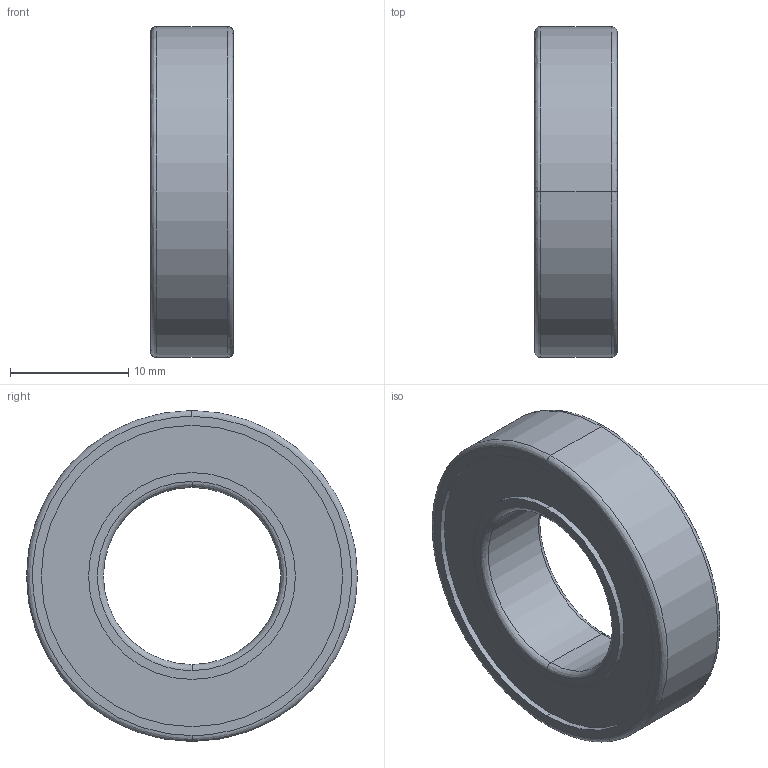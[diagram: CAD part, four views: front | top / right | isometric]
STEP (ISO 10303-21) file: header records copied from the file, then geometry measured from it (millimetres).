
FILE_DESCRIPTION (( 'STEP AP214' ), '1' );
FILE_NAME ('WCP-0840 Rev1.step', '2022-11-28T21:16:41', ( '' ), ( '' ), 'SwSTEP 2.0', 'SolidWorks 2020', '' );
FILE_SCHEMA (( 'AUTOMOTIVE_DESIGN' ));
Length unit declared in the file: inch
Products named in the file (1): WCP-0840 Rev1
Bounding box: 7 x 28 x 28 mm (x, y, z)
Volume: 2788.7 mm3; surface area: 1900.9 mm2
Topology: 1 solids, 1 shells, 26 faces, 52 edges, 32 vertices
Faces by surface type: cylinder 12, bspline 8, plane 6
Entity records: 816 total; most frequent: CARTESIAN_POINT 255, DIRECTION 114, ORIENTED_EDGE 104, EDGE_CURVE 52, AXIS2_PLACEMENT_3D 51, VERTEX_POINT 32, EDGE_LOOP 32, CIRCLE 32
